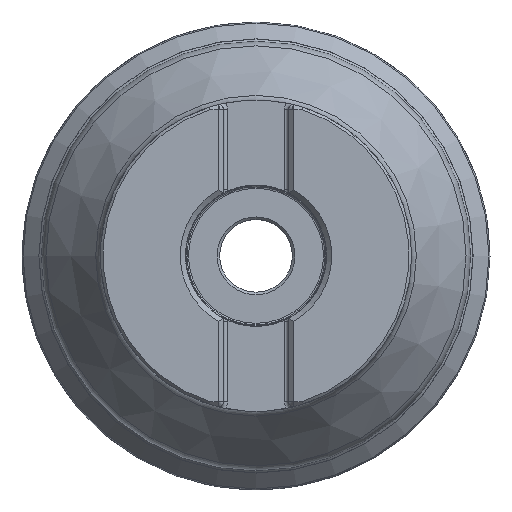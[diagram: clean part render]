
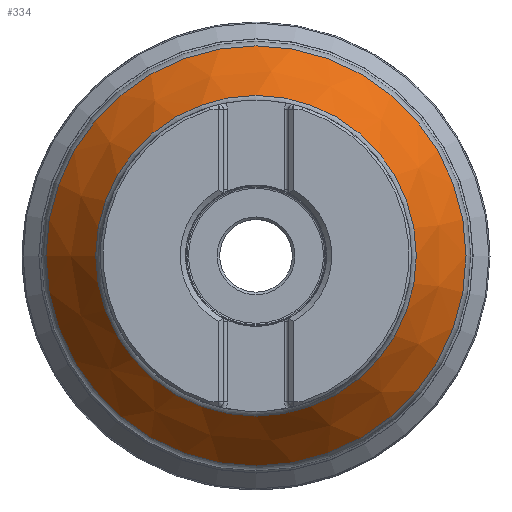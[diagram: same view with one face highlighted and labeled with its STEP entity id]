
A CAD part, top view. The second image highlights one B-rep face of the part: STEP entity #334.
In plain terms, the highlighted conical face has half-angle 34.827 degrees and reference radius 30 mm.
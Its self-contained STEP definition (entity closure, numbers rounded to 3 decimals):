
#282=CONICAL_SURFACE('',#1645,30.,34.827);
#334=ADVANCED_FACE('',(#673,#674),#282,.T.);
#556=CIRCLE('',#1643,40.476);
#557=CIRCLE('',#1644,30.896);
#673=FACE_BOUND('',#795,.T.);
#674=FACE_BOUND('',#796,.T.);
#795=EDGE_LOOP('',(#994));
#796=EDGE_LOOP('',(#995));
#994=ORIENTED_EDGE('',*,*,#1464,.T.);
#995=ORIENTED_EDGE('',*,*,#1465,.T.);
#1326=VERTEX_POINT('',#2679);
#1327=VERTEX_POINT('',#2681);
#1464=EDGE_CURVE('',#1326,#1326,#556,.T.);
#1465=EDGE_CURVE('',#1327,#1327,#557,.T.);
#1643=AXIS2_PLACEMENT_3D('',#2678,#1935,#1936);
#1644=AXIS2_PLACEMENT_3D('',#2680,#1937,#1938);
#1645=AXIS2_PLACEMENT_3D('',#2682,#1939,#1940);
#1935=DIRECTION('',(0.,0.,1.));
#1936=DIRECTION('',(1.,0.,0.));
#1937=DIRECTION('',(0.,0.,-1.));
#1938=DIRECTION('',(-1.,0.,0.));
#1939=DIRECTION('',(0.,0.,-1.));
#1940=DIRECTION('',(-1.,0.,0.));
#2678=CARTESIAN_POINT('',(0.,0.,-28.058));
#2679=CARTESIAN_POINT('',(40.476,0.,-28.058));
#2680=CARTESIAN_POINT('',(0.,0.,-14.287));
#2681=CARTESIAN_POINT('',(-30.896,0.,-14.287));
#2682=CARTESIAN_POINT('',(0.,0.,-13.));
